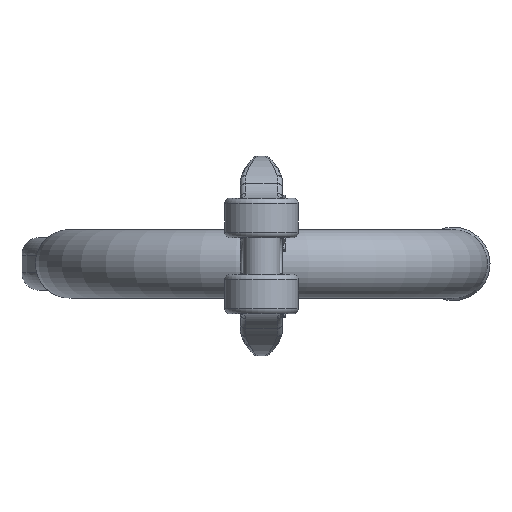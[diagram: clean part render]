
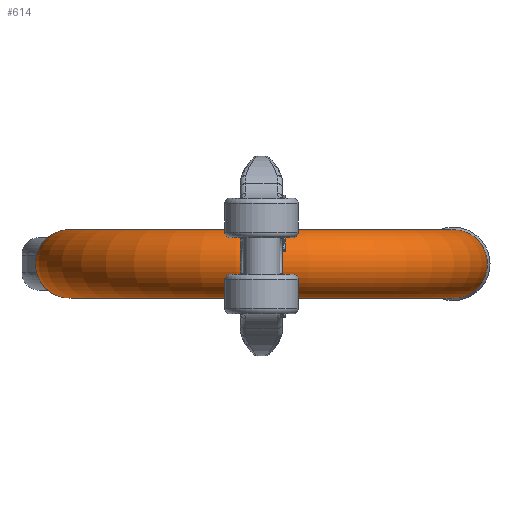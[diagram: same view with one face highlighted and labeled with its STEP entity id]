
A CAD part, front view. The second image highlights one B-rep face of the part: STEP entity #614.
In plain terms, the highlighted toroidal (fillet/blend) face has major radius 36.5 mm and minor radius 6.5 mm.
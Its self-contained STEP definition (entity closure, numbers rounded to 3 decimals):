
#581=TOROIDAL_SURFACE('',#5399,36.5,6.5);
#614=ADVANCED_FACE('',(#2093,#2094),#581,.T.);
#2093=FACE_BOUND('',#2144,.T.);
#2094=FACE_BOUND('',#2145,.T.);
#2144=EDGE_LOOP('',(#2497));
#2145=EDGE_LOOP('',(#2498));
#2497=ORIENTED_EDGE('',*,*,#4516,.T.);
#2498=ORIENTED_EDGE('',*,*,#4535,.F.);
#4010=VERTEX_POINT('',#6602);
#4029=VERTEX_POINT('',#6735);
#4516=EDGE_CURVE('',#4010,#4010,#5284,.T.);
#4535=EDGE_CURVE('',#4029,#4029,#5285,.T.);
#5284=CIRCLE('',#5387,6.5);
#5285=CIRCLE('',#5393,6.5);
#5387=AXIS2_PLACEMENT_3D('',#6601,#5664,#5665);
#5393=AXIS2_PLACEMENT_3D('',#6734,#5680,#5681);
#5399=AXIS2_PLACEMENT_3D('',#6744,#5692,#5693);
#5664=DIRECTION('',(0.,-1.,0.));
#5665=DIRECTION('',(1.,0.,0.));
#5680=DIRECTION('',(0.,1.,0.));
#5681=DIRECTION('',(-1.,0.,0.));
#5692=DIRECTION('',(0.,0.,1.));
#5693=DIRECTION('',(1.,0.,0.));
#6601=CARTESIAN_POINT('',(-36.5,-25.,0.));
#6602=CARTESIAN_POINT('',(-30.,-25.,0.));
#6734=CARTESIAN_POINT('',(36.5,-25.,0.));
#6735=CARTESIAN_POINT('',(30.,-25.,0.));
#6744=CARTESIAN_POINT('',(0.,-25.,0.));
